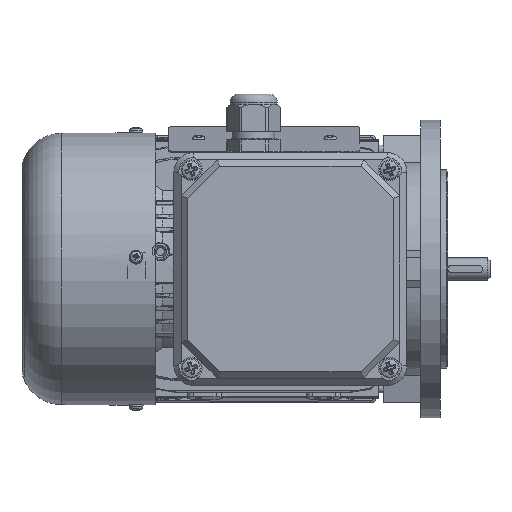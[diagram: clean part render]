
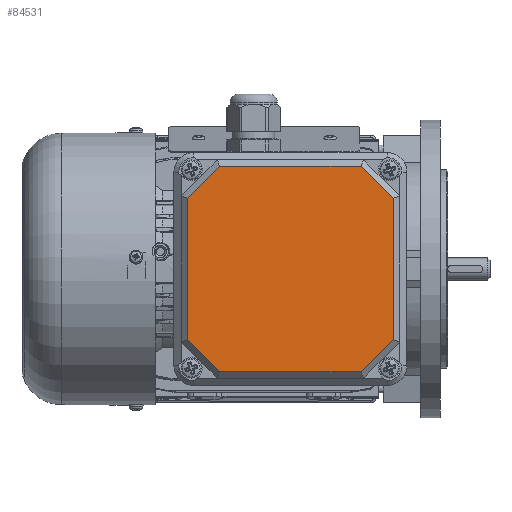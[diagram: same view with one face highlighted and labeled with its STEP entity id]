
A CAD part, front view. The second image highlights one B-rep face of the part: STEP entity #84531.
In plain terms, the highlighted face is planar.
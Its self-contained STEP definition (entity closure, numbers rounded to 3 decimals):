
#84460=CARTESIAN_POINT('',(-39.0,-39.0,0.0));
#84461=DIRECTION('',(0.0,0.0,1.0));
#84462=DIRECTION('',(1.0,0.0,0.0));
#84463=AXIS2_PLACEMENT_3D('',#84460,#84461,#84462);
#84464=PLANE('',#84463);
#84465=CARTESIAN_POINT('',(-41.5,28.504,0.0));
#84466=VERTEX_POINT('',#84465);
#84467=CARTESIAN_POINT('',(-28.504,41.5,0.0));
#84468=VERTEX_POINT('',#84467);
#84469=CARTESIAN_POINT('',(-41.5,28.504,0.0));
#84470=DIRECTION('',(0.707,0.707,0.0));
#84471=VECTOR('',#84470,18.38);
#84472=LINE('',#84469,#84471);
#84473=EDGE_CURVE('',#84466,#84468,#84472,.T.);
#84474=ORIENTED_EDGE('',*,*,#84473,.T.);
#84475=CARTESIAN_POINT('',(28.504,41.5,0.0));
#84476=VERTEX_POINT('',#84475);
#84477=CARTESIAN_POINT('',(-28.504,41.5,0.0));
#84478=DIRECTION('',(1.0,0.0,0.0));
#84479=VECTOR('',#84478,57.007);
#84480=LINE('',#84477,#84479);
#84481=EDGE_CURVE('',#84468,#84476,#84480,.T.);
#84482=ORIENTED_EDGE('',*,*,#84481,.T.);
#84483=CARTESIAN_POINT('',(41.5,28.504,0.0));
#84484=VERTEX_POINT('',#84483);
#84485=CARTESIAN_POINT('',(28.504,41.5,0.0));
#84486=DIRECTION('',(0.707,-0.707,0.0));
#84487=VECTOR('',#84486,18.38);
#84488=LINE('',#84485,#84487);
#84489=EDGE_CURVE('',#84476,#84484,#84488,.T.);
#84490=ORIENTED_EDGE('',*,*,#84489,.T.);
#84491=CARTESIAN_POINT('',(41.5,-28.504,0.0));
#84492=VERTEX_POINT('',#84491);
#84493=CARTESIAN_POINT('',(41.5,28.504,0.0));
#84494=DIRECTION('',(0.0,-1.0,0.0));
#84495=VECTOR('',#84494,57.007);
#84496=LINE('',#84493,#84495);
#84497=EDGE_CURVE('',#84484,#84492,#84496,.T.);
#84498=ORIENTED_EDGE('',*,*,#84497,.T.);
#84499=CARTESIAN_POINT('',(28.504,-41.5,0.0));
#84500=VERTEX_POINT('',#84499);
#84501=CARTESIAN_POINT('',(41.5,-28.504,0.0));
#84502=DIRECTION('',(-0.707,-0.707,0.0));
#84503=VECTOR('',#84502,18.38);
#84504=LINE('',#84501,#84503);
#84505=EDGE_CURVE('',#84492,#84500,#84504,.T.);
#84506=ORIENTED_EDGE('',*,*,#84505,.T.);
#84507=CARTESIAN_POINT('',(-28.504,-41.5,0.0));
#84508=VERTEX_POINT('',#84507);
#84509=CARTESIAN_POINT('',(28.504,-41.5,0.0));
#84510=DIRECTION('',(-1.0,0.0,0.0));
#84511=VECTOR('',#84510,57.007);
#84512=LINE('',#84509,#84511);
#84513=EDGE_CURVE('',#84500,#84508,#84512,.T.);
#84514=ORIENTED_EDGE('',*,*,#84513,.T.);
#84515=CARTESIAN_POINT('',(-41.5,-28.504,0.0));
#84516=VERTEX_POINT('',#84515);
#84517=CARTESIAN_POINT('',(-28.504,-41.5,0.0));
#84518=DIRECTION('',(-0.707,0.707,0.0));
#84519=VECTOR('',#84518,18.38);
#84520=LINE('',#84517,#84519);
#84521=EDGE_CURVE('',#84508,#84516,#84520,.T.);
#84522=ORIENTED_EDGE('',*,*,#84521,.T.);
#84523=CARTESIAN_POINT('',(-41.5,-28.504,0.0));
#84524=DIRECTION('',(0.0,1.0,0.0));
#84525=VECTOR('',#84524,57.007);
#84526=LINE('',#84523,#84525);
#84527=EDGE_CURVE('',#84516,#84466,#84526,.T.);
#84528=ORIENTED_EDGE('',*,*,#84527,.T.);
#84529=EDGE_LOOP('',(#84474,#84482,#84490,#84498,#84506,#84514,#84522,#84528));
#84530=FACE_OUTER_BOUND('',#84529,.T.);
#84531=ADVANCED_FACE('',(#84530),#84464,.F.);
